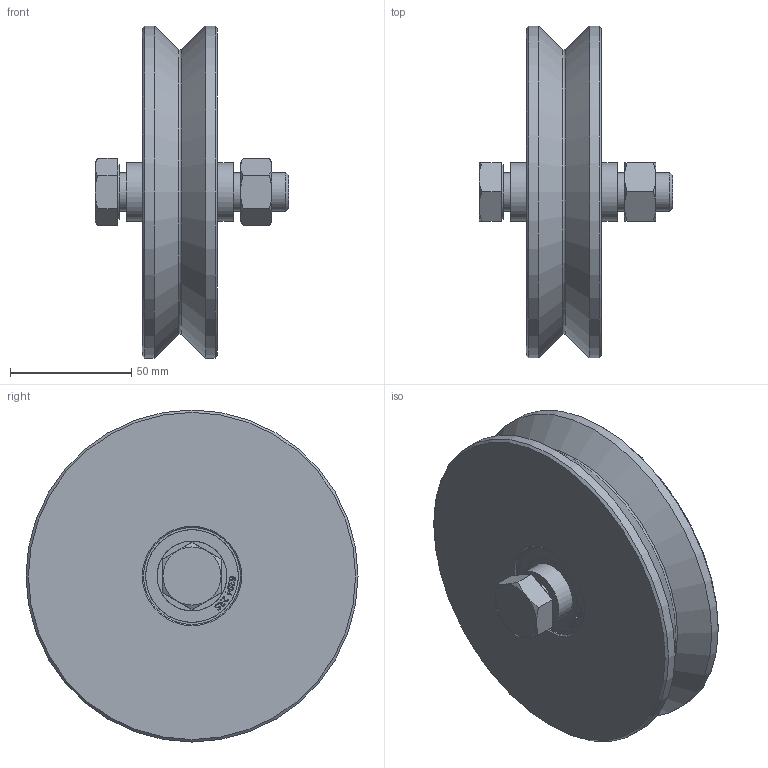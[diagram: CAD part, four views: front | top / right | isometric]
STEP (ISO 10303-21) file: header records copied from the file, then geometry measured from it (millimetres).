
FILE_DESCRIPTION(/* description */ ('305V-140 ZINCATA - RUOTA'),/* implementation_level */ '2;1');
FILE_NAME(/* name */ '11502060 001.stp',/* time_stamp */ '2023-11-30T14:27:06+01:00',/* author */ ('gcocco'),/* organization */ (''),/* preprocessor_version */ 'ST-DEVELOPER v19.2',/* originating_system */ 'Autodesk Inventor 2023',/* authorisation */ '');
FILE_SCHEMA (('AUTOMOTIVE_DESIGN { 1 0 10303 214 3 1 1 }'));
Length unit declared in the file: millimetre
Products named in the file (9): 11502060  001; 33311016  001; 23311016  001; 74101037; 74101037_1; 74101530 GUARNIZIONE; 21504010  001; 71200712  001; 23002006  001
Assembly tree (11 placements, depth 4):
  11502060  001
    33311016  001
      23311016  001
      74101037  x2
        74101037_1
        74101530 GUARNIZIONE
    21504010  001
    71200712  001
    23002006  001  x2
Bounding box: 80 x 137 x 137 mm (x, y, z)
Volume: 417805 mm3; surface area: 85262.1 mm2
Topology: 37 solids, 37 shells, 723 faces, 1924 edges, 1277 vertices
Faces by surface type: bspline 304, plane 260, torus 64, cylinder 39, cone 32, sphere 24
Full cylindrical faces by diameter (mm): 13.835 x6, 16 x1, 16.2 x2, 19.9 x2, 20 x2, 22.5 x1, 24 x2, 28.802 x8, 38.198 x8, 40 x1, 47 x3, 52 x1, 137 x2
Entity records: 9187 total; most frequent: CARTESIAN_POINT 2522, ORIENTED_EDGE 1384, DIRECTION 1173, EDGE_CURVE 692, VERTEX_POINT 505, AXIS2_PLACEMENT_3D 450, EDGE_LOOP 317, LINE 273
